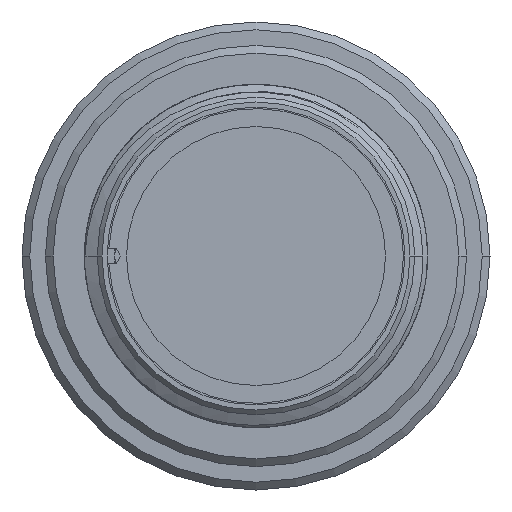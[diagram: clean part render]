
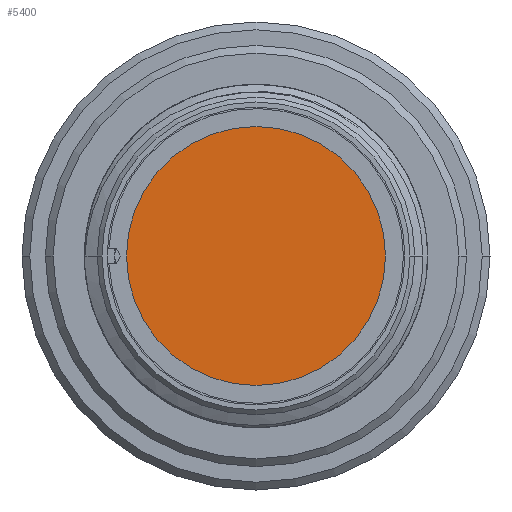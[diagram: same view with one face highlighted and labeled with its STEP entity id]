
A CAD part, left-side view. The second image highlights one B-rep face of the part: STEP entity #5400.
In plain terms, the highlighted planar face has unit normal (-1, 0, 0).
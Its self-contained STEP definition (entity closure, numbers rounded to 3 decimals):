
#1880=CARTESIAN_POINT('',(9.1,0.,0.));
#1881=DIRECTION('',(1.,0.,0.));
#1882=DIRECTION('',(0.,1.,0.));
#1883=AXIS2_PLACEMENT_3D('',#1880,#1881,#1882);
#1889=CARTESIAN_POINT('',(9.1,0.,0.));
#1890=DIRECTION('',(1.,0.,0.));
#1891=DIRECTION('',(0.,-1.,0.));
#1892=AXIS2_PLACEMENT_3D('',#1889,#1890,#1891);
#3157=CARTESIAN_POINT('',(9.1,8.3,0.));
#3158=CARTESIAN_POINT('',(9.1,-8.3,0.));
#3159=VERTEX_POINT('',#3157);
#3160=VERTEX_POINT('',#3158);
#5389=CARTESIAN_POINT('',(9.1,0.,0.));
#5390=DIRECTION('',(1.,0.,0.));
#5391=DIRECTION('',(0.,-1.,0.));
#5392=AXIS2_PLACEMENT_3D('',#5389,#5390,#5391);
#5393=PLANE('820',#5392);
#5395=ORIENTED_EDGE('857',*,*,#5394,.T.);
#5397=ORIENTED_EDGE('858',*,*,#5396,.T.);
#5398=EDGE_LOOP('820',(#5395,#5397));
#5399=FACE_OUTER_BOUND('820',#5398,.F.);
#1884=CIRCLE('857',#1883,8.3);
#1893=CIRCLE('858',#1892,8.3);
#5394=EDGE_CURVE('857',#3159,#3160,#1884,.T.);
#5396=EDGE_CURVE('858',#3160,#3159,#1893,.T.);
#5400=ADVANCED_FACE('820',(#5399),#5393,.F.);
